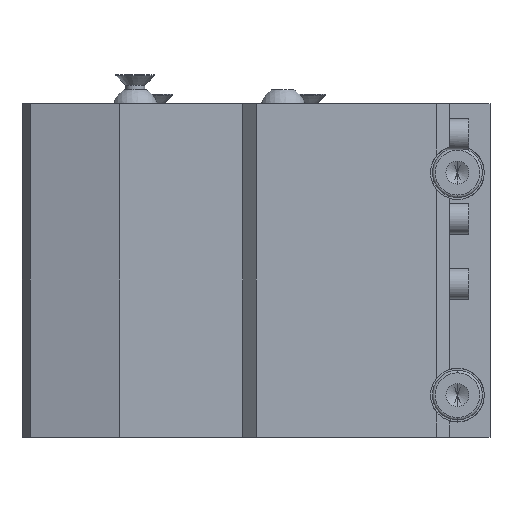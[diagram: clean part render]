
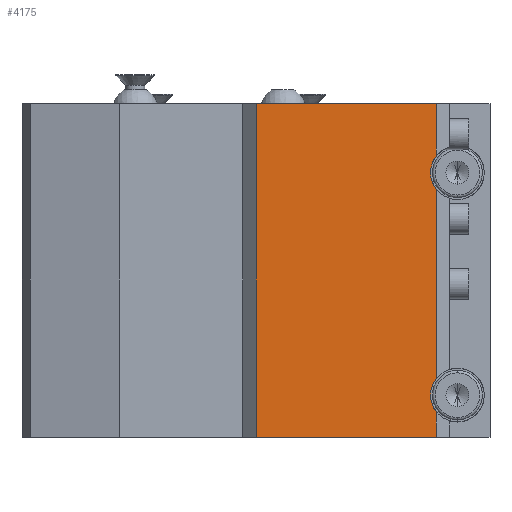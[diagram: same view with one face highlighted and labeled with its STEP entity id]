
A CAD part, left-side view. The second image highlights one B-rep face of the part: STEP entity #4175.
In plain terms, the highlighted planar face has unit normal (-1, 0, 0).
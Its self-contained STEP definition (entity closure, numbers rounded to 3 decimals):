
#53=DIRECTION('',(0.,-1.,0.));
#54=VECTOR('',#53,47.);
#55=CARTESIAN_POINT('',(-102.5,23.5,-40.));
#56=LINE('',#55,#54);
#410=DIRECTION('',(0.,0.,1.));
#411=VECTOR('',#410,13.67);
#412=CARTESIAN_POINT('',(-102.5,-23.5,33.33));
#413=LINE('',#412,#411);
#414=CARTESIAN_POINT('',(-102.5,-29.,29.));
#415=DIRECTION('',(1.,0.,0.));
#416=DIRECTION('',(0.,1.,0.));
#417=AXIS2_PLACEMENT_3D('',#414,#415,#416);
#419=CARTESIAN_POINT('',(-102.5,-29.,29.));
#420=DIRECTION('',(1.,0.,0.));
#421=DIRECTION('',(0.,0.786,-0.619));
#422=AXIS2_PLACEMENT_3D('',#419,#420,#421);
#424=CARTESIAN_POINT('',(-102.5,-29.,-29.));
#425=DIRECTION('',(1.,0.,0.));
#426=DIRECTION('',(0.,1.,0.));
#427=AXIS2_PLACEMENT_3D('',#424,#425,#426);
#429=CARTESIAN_POINT('',(-102.5,-29.,-29.));
#430=DIRECTION('',(1.,0.,0.));
#431=DIRECTION('',(0.,0.786,-0.619));
#432=AXIS2_PLACEMENT_3D('',#429,#430,#431);
#434=DIRECTION('',(0.,0.,1.));
#435=VECTOR('',#434,87.);
#436=CARTESIAN_POINT('',(-102.5,23.5,-40.));
#437=LINE('',#436,#435);
#579=CARTESIAN_POINT('',(-102.5,-23.5,-24.67));
#586=DIRECTION('',(0.,0.,1.));
#587=VECTOR('',#586,49.34);
#588=CARTESIAN_POINT('',(-102.5,-23.5,-24.67));
#589=LINE('',#588,#587);
#599=CARTESIAN_POINT('',(-102.5,-23.5,-33.33));
#601=DIRECTION('',(0.,0.,1.));
#602=VECTOR('',#601,6.67);
#603=CARTESIAN_POINT('',(-102.5,-23.5,-40.));
#604=LINE('',#603,#602);
#1025=DIRECTION('',(0.,-1.,0.));
#1026=VECTOR('',#1025,47.);
#1027=CARTESIAN_POINT('',(-102.5,23.5,47.));
#1028=LINE('',#1027,#1026);
#3164=CARTESIAN_POINT('',(-102.5,23.5,-40.));
#3165=VERTEX_POINT('',#3164);
#3166=CARTESIAN_POINT('',(-102.5,-23.5,-40.));
#3167=VERTEX_POINT('',#3166);
#3180=CARTESIAN_POINT('',(-102.5,23.5,47.));
#3181=VERTEX_POINT('',#3180);
#3182=CARTESIAN_POINT('',(-102.5,-23.5,47.));
#3183=VERTEX_POINT('',#3182);
#3220=VERTEX_POINT('',#579);
#3223=VERTEX_POINT('',#599);
#3228=CARTESIAN_POINT('',(-102.5,-22.,-29.));
#3229=VERTEX_POINT('',#3228);
#3248=CARTESIAN_POINT('',(-102.5,-22.,29.));
#3249=VERTEX_POINT('',#3248);
#3252=CARTESIAN_POINT('',(-102.5,-23.5,33.33));
#3253=VERTEX_POINT('',#3252);
#3254=CARTESIAN_POINT('',(-102.5,-23.5,24.67));
#3255=VERTEX_POINT('',#3254);
#4151=CARTESIAN_POINT('',(-102.5,23.5,-40.));
#4152=DIRECTION('',(-1.,0.,0.));
#4153=DIRECTION('',(0.,-1.,0.));
#4154=AXIS2_PLACEMENT_3D('',#4151,#4152,#4153);
#4155=PLANE('',#4154);
#4156=ORIENTED_EDGE('',*,*,#4067,.F.);
#4158=ORIENTED_EDGE('',*,*,#4157,.F.);
#4160=ORIENTED_EDGE('',*,*,#4159,.F.);
#4162=ORIENTED_EDGE('',*,*,#4161,.F.);
#4164=ORIENTED_EDGE('',*,*,#4163,.F.);
#4166=ORIENTED_EDGE('',*,*,#4165,.F.);
#4167=ORIENTED_EDGE('',*,*,#3824,.F.);
#4169=ORIENTED_EDGE('',*,*,#4168,.T.);
#4171=ORIENTED_EDGE('',*,*,#4170,.T.);
#4172=ORIENTED_EDGE('',*,*,#4143,.F.);
#4173=EDGE_LOOP('',(#4156,#4158,#4160,#4162,#4164,#4166,#4167,#4169,#4171,
#4172));
#4174=FACE_OUTER_BOUND('',#4173,.F.);
#4175=ADVANCED_FACE('',(#4174),#4155,.T.);
#418=CIRCLE('',#417,7.);
#423=CIRCLE('',#422,7.);
#428=CIRCLE('',#427,7.);
#433=CIRCLE('',#432,7.);
#3824=EDGE_CURVE('',#3165,#3167,#56,.T.);
#4067=EDGE_CURVE('',#3249,#3253,#418,.T.);
#4143=EDGE_CURVE('',#3253,#3183,#413,.T.);
#4157=EDGE_CURVE('',#3255,#3249,#423,.T.);
#4159=EDGE_CURVE('',#3220,#3255,#589,.T.);
#4161=EDGE_CURVE('',#3229,#3220,#428,.T.);
#4163=EDGE_CURVE('',#3223,#3229,#433,.T.);
#4165=EDGE_CURVE('',#3167,#3223,#604,.T.);
#4168=EDGE_CURVE('',#3165,#3181,#437,.T.);
#4170=EDGE_CURVE('',#3181,#3183,#1028,.T.);
